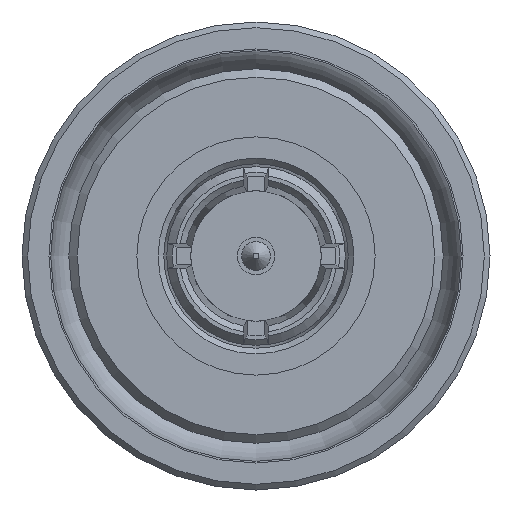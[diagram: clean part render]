
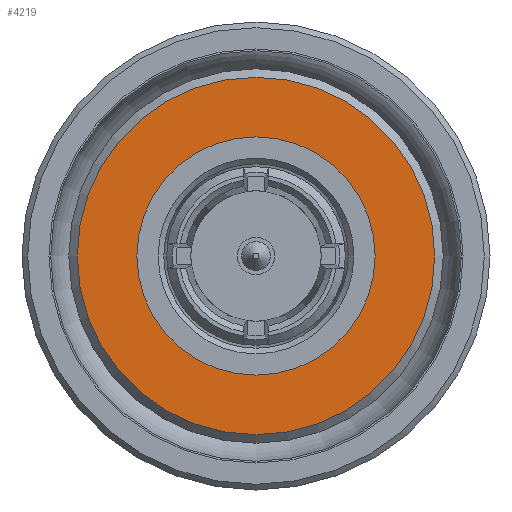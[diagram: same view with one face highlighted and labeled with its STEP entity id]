
A CAD part, left-side view. The second image highlights one B-rep face of the part: STEP entity #4219.
In plain terms, the highlighted planar face has unit normal (-1, 0, 0).
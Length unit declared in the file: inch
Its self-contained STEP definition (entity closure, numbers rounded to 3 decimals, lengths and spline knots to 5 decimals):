
#134 = EDGE_LOOP ( 'NONE', ( #254 ) ) ;
#158 = DIRECTION ( 'NONE',  ( 0., 0., -1. ) ) ;
#190 = CARTESIAN_POINT ( 'NONE',  ( 0., 0., -0.08268 ) ) ;
#254 = ORIENTED_EDGE ( 'NONE', *, *, #2184, .F. ) ;
#348 = CARTESIAN_POINT ( 'NONE',  ( 0., 0., -0.12402 ) ) ;
#463 = FACE_OUTER_BOUND ( 'NONE', #134, .T. ) ;
#816 = FACE_BOUND ( 'NONE', #1670, .T. ) ;
#881 = DIRECTION ( 'NONE',  ( -1., 0., 0. ) ) ;
#1666 = ORIENTED_EDGE ( 'NONE', *, *, #3720, .T. ) ;
#1670 = EDGE_LOOP ( 'NONE', ( #1666 ) ) ;
#1776 = CIRCLE ( 'NONE', #4243, 0.12402 ) ;
#2161 = PLANE ( 'NONE',  #3498 ) ;
#2184 = EDGE_CURVE ( 'NONE', #2416, #2416, #1776, .T. ) ;
#2416 = VERTEX_POINT ( 'NONE', #348 ) ;
#2514 = DIRECTION ( 'NONE',  ( 1., 0., 0. ) ) ;
#2714 = CIRCLE ( 'NONE', #2854, 0.08268 ) ;
#2726 = DIRECTION ( 'NONE',  ( 1., 0., 0. ) ) ;
#2836 = CARTESIAN_POINT ( 'NONE',  ( 0., 0.12402, 0. ) ) ;
#2854 = AXIS2_PLACEMENT_3D ( 'NONE', #2908, #2514, #158 ) ;
#2908 = CARTESIAN_POINT ( 'NONE',  ( 0., 0., 0. ) ) ;
#3498 = AXIS2_PLACEMENT_3D ( 'NONE', #2836, #881, #4180 ) ;
#3720 = EDGE_CURVE ( 'NONE', #4152, #4152, #2714, .T. ) ;
#3762 = CARTESIAN_POINT ( 'NONE',  ( 0., 0., 0. ) ) ;
#4067 = DIRECTION ( 'NONE',  ( 0., 0., -1. ) ) ;
#4152 = VERTEX_POINT ( 'NONE', #190 ) ;
#4180 = DIRECTION ( 'NONE',  ( 0., 0., 1. ) ) ;
#4219 = ADVANCED_FACE ( 'NONE', ( #816, #463 ), #2161, .T. ) ;
#4243 = AXIS2_PLACEMENT_3D ( 'NONE', #3762, #2726, #4067 ) ;
